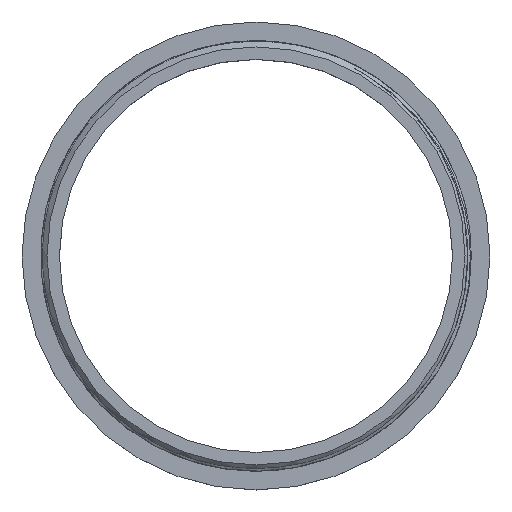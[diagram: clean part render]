
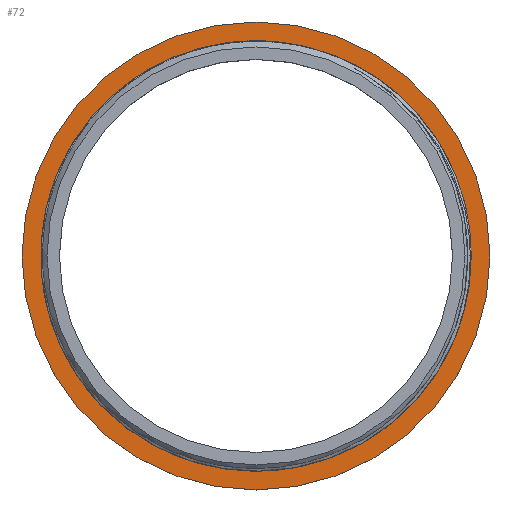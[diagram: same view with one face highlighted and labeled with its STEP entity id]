
A CAD part, top view. The second image highlights one B-rep face of the part: STEP entity #72.
In plain terms, the highlighted planar face has unit normal (0, 0, 1).
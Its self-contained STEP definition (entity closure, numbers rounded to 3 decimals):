
#44 = VERTEX_POINT('',#45);
#45 = CARTESIAN_POINT('',(37.5,0.,-4.));
#61 = EDGE_CURVE('',#44,#44,#62,.T.);
#62 = CIRCLE('',#63,37.5);
#63 = AXIS2_PLACEMENT_3D('',#64,#65,#66);
#64 = CARTESIAN_POINT('',(0.,0.,-4.));
#65 = DIRECTION('',(0.,0.,-1.));
#66 = DIRECTION('',(1.,0.,0.));
#72 = ADVANCED_FACE('',(#73,#76),#87,.T.);
#73 = FACE_BOUND('',#74,.T.);
#74 = EDGE_LOOP('',(#75));
#75 = ORIENTED_EDGE('',*,*,#61,.F.);
#76 = FACE_BOUND('',#77,.T.);
#77 = EDGE_LOOP('',(#78));
#78 = ORIENTED_EDGE('',*,*,#79,.F.);
#79 = EDGE_CURVE('',#80,#80,#82,.T.);
#80 = VERTEX_POINT('',#81);
#81 = CARTESIAN_POINT('',(33.5,0.,-4.));
#82 = CIRCLE('',#83,33.5);
#83 = AXIS2_PLACEMENT_3D('',#84,#85,#86);
#84 = CARTESIAN_POINT('',(0.,0.,-4.));
#85 = DIRECTION('',(0.,0.,1.));
#86 = DIRECTION('',(1.,0.,0.));
#87 = PLANE('',#88);
#88 = AXIS2_PLACEMENT_3D('',#89,#90,#91);
#89 = CARTESIAN_POINT('',(0.,0.,-4.));
#90 = DIRECTION('',(0.,0.,1.));
#91 = DIRECTION('',(1.,0.,0.));
